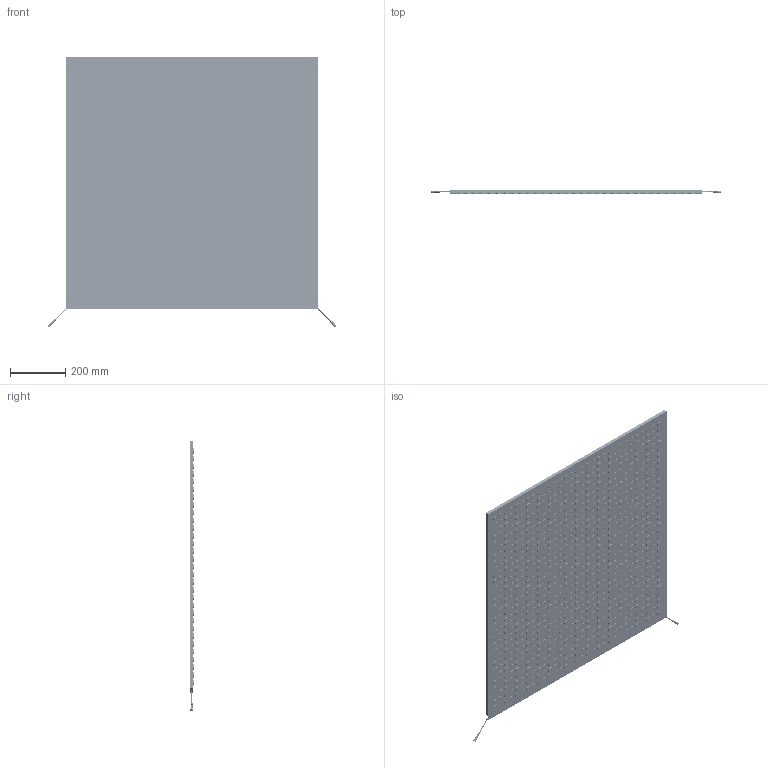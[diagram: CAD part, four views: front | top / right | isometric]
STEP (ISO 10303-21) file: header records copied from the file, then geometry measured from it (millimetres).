
FILE_DESCRIPTION (( 'STEP AP214' ), '1' );
FILE_NAME ('1602-4103_a.STEP', '2019-08-06T17:42:18', ( '' ), ( '' ), 'SwSTEP 2.0', 'SolidWorks 2018', '' );
FILE_SCHEMA (( 'AUTOMOTIVE_DESIGN' ));
Length unit declared in the file: inch
Products named in the file (1): 1602-4103_a
Bounding box: 1048.89 x 14 x 982.21 mm (x, y, z)
Volume: 10638890.1 mm3; surface area: 1841846.6 mm2
Topology: 9 solids, 9 shells, 2175 faces, 3488 edges, 2310 vertices
Faces by surface type: plane 1077, cylinder 1016, cone 46, bspline 36
Full cylindrical faces by diameter (mm): 0.8 x4, 1 x3, 1.2 x24, 1.6 x3, 3.4 x2, 3.5 x2, 5.7 x2, 5.8 x1, 5.9 x1, 6.7 x1, 6.8 x2, 6.9 x2, 7 x1, 7.2 x1, 8 x1, 8.8 x2, 9 x2, 9.6 x1, 20 x961
Entity records: 46499 total; most frequent: DIRECTION 8758, CARTESIAN_POINT 8050, ORIENTED_EDGE 4726, AXIS2_PLACEMENT_3D 4319, EDGE_LOOP 4256, FACE_OUTER_BOUND 3191, EDGE_CURVE 2363, VERTEX_POINT 2255
